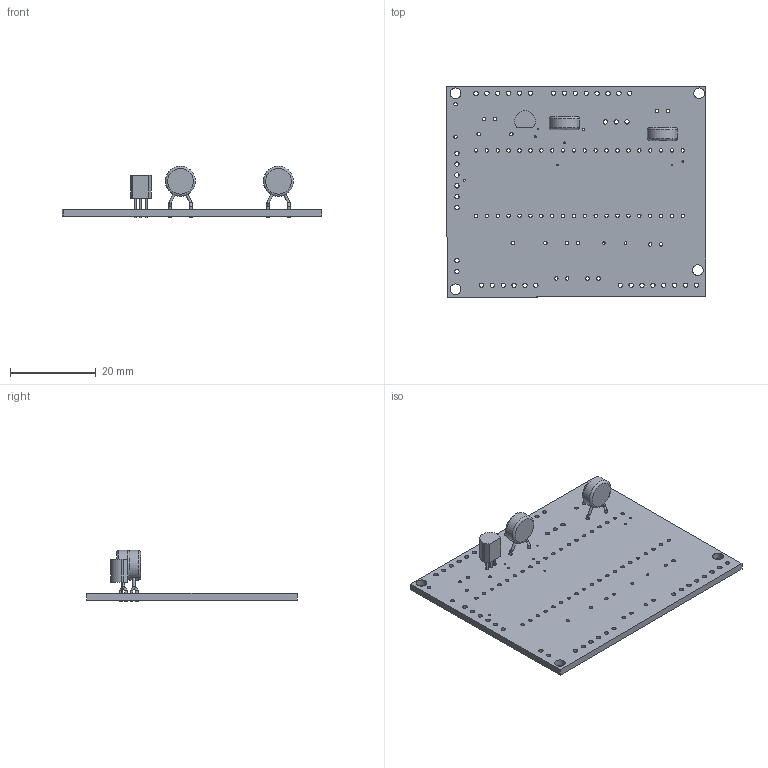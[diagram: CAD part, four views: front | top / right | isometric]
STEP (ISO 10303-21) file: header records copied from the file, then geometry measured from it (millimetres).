
FILE_DESCRIPTION(('for SolidWorks'),'2;1');
FILE_NAME('PIC16F877A_REV_E.step', '2024-12-08T17:02:31',('murat'),(''),'Open CASCADE STEP processor 6.6' ,'DipTrace','Unknown');
FILE_SCHEMA(('AUTOMOTIVE_DESIGN { 1 0 10303 214 1 1 1 1 }'));
Length unit declared in the file: millimetre
Products named in the file (4): PCB_PIC16F877A_REV_E; Board_PIC16F877A_REV_E; HAE102MBABFGKR; LM35DZ/NOPB
Assembly tree (4 placements, depth 2):
  PCB_PIC16F877A_REV_E
    Board_PIC16F877A_REV_E
    HAE102MBABFGKR  x2
    LM35DZ/NOPB
Bounding box: 60.64 x 49.21 x 12 mm (x, y, z)
Volume: 4892 mm3; surface area: 7092.1 mm2
Topology: 7 solids, 19 shells, 180 faces, 490 edges, 332 vertices
Faces by surface type: cylinder 133, plane 43, revolution 2, torus 2
Full cylindrical faces by diameter (mm): 0.4 x8, 0.6 x12, 0.61 x2, 0.813 x58, 0.85 x7, 1.016 x39, 2.5 x4, 7 x2
Entity records: 6008 total; most frequent: DIRECTION 1062, CARTESIAN_POINT 932, ORIENTED_EDGE 902, EDGE_CURVE 455, AXIS2_PLACEMENT_3D 436, FACE_BOUND 401, EDGE_LOOP 401, VERTEX_POINT 306
